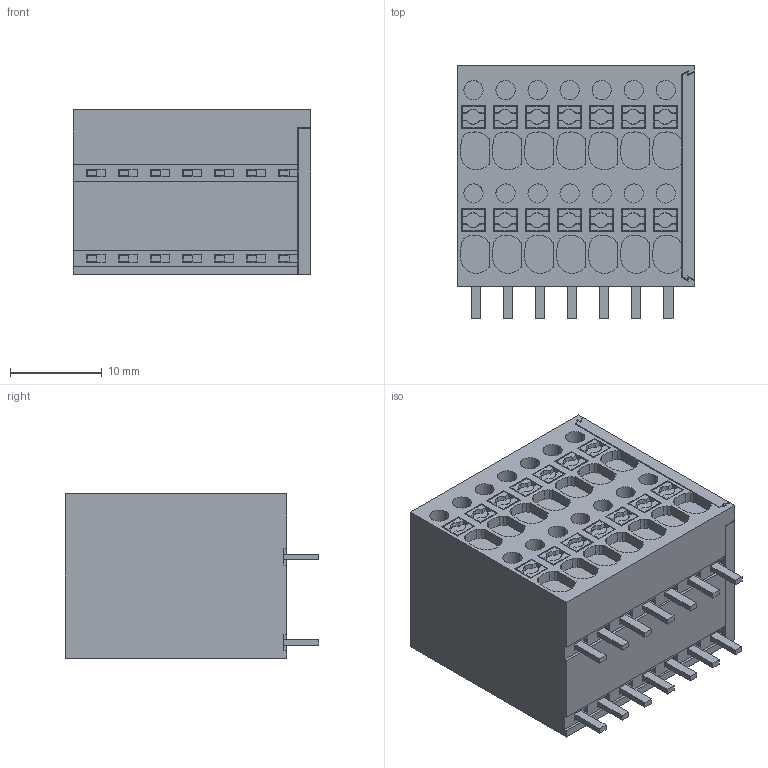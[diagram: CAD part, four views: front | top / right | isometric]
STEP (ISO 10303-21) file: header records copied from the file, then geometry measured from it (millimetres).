
FILE_DESCRIPTION(('CATIA V5R24 STEP','CAx-IF Rec.Pracs.--- Model Styling and Organization---1.2---2011-12-15'),'2;1');
FILE_NAME ('D1461287_0_2000990000_2000990000.stp','2017-04-11T08:43:46+00:00',('none'),('Weidmueller'),'CATIA Version 5-6 Release 2014 SP4 HF52','CATIA V5 STEP AP214','none');
FILE_SCHEMA(('AUTOMOTIVE_DESIGN { 1 0 10303 214 1 1 1 1 }'));
Length unit declared in the file: millimetre
Products named in the file (1): 2000990000_S
Bounding box: 26 x 27.7 x 18 mm (x, y, z)
Volume: 10967.5 mm3; surface area: 4665.1 mm2
Topology: 29 solids, 29 shells, 700 faces, 1782 edges, 1188 vertices
Faces by surface type: plane 532, cylinder 112, cone 56
Entity records: 21262 total; most frequent: CARTESIAN_POINT 4867, ORIENTED_EDGE 3564, DIRECTION 2678, EDGE_CURVE 1782, VECTOR 1390, LINE 1390, VERTEX_POINT 1188, AXIS2_PLACEMENT_3D 763
